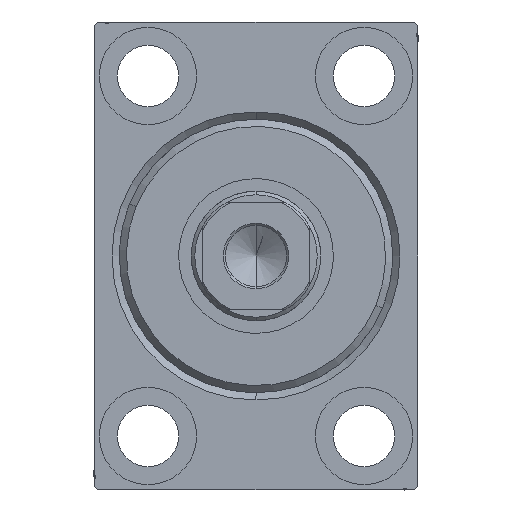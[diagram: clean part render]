
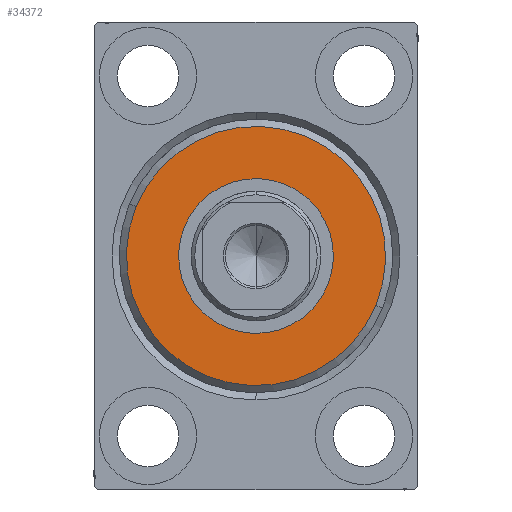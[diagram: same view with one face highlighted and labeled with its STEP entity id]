
A CAD part, left-side view. The second image highlights one B-rep face of the part: STEP entity #34372.
In plain terms, the highlighted face is planar.
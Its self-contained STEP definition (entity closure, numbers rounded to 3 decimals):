
#1309 = ORIENTED_EDGE ( 'NONE', *, *, #33967, .T. ) ;
#6686 = DIRECTION ( 'NONE',  ( -1., 0., 0. ) ) ;
#6872 = VERTEX_POINT ( 'NONE', #25664 ) ;
#7014 = AXIS2_PLACEMENT_3D ( 'NONE', #17326, #6686, #20651 ) ;
#7444 = EDGE_LOOP ( 'NONE', ( #26468, #37054 ) ) ;
#9265 = VERTEX_POINT ( 'NONE', #23689 ) ;
#9328 = CIRCLE ( 'NONE', #12869, 10.75 ) ;
#10792 = FACE_OUTER_BOUND ( 'NONE', #7444, .T. ) ;
#12869 = AXIS2_PLACEMENT_3D ( 'NONE', #17503, #29969, #43465 ) ;
#13885 = DIRECTION ( 'NONE',  ( 1., 0., 0. ) ) ;
#14020 = AXIS2_PLACEMENT_3D ( 'NONE', #14312, #13885, #34019 ) ;
#14312 = CARTESIAN_POINT ( 'NONE',  ( 3., 0., 0. ) ) ;
#14560 = DIRECTION ( 'NONE',  ( 0., 0., -1. ) ) ;
#17326 = CARTESIAN_POINT ( 'NONE',  ( 3., 0., 0. ) ) ;
#17451 = FACE_BOUND ( 'NONE', #28524, .T. ) ;
#17503 = CARTESIAN_POINT ( 'NONE',  ( 3., 0., 0. ) ) ;
#17606 = EDGE_CURVE ( 'NONE', #22330, #9265, #19675, .T. ) ;
#17917 = DIRECTION ( 'NONE',  ( 0., 0., -1. ) ) ;
#19140 = CIRCLE ( 'NONE', #41060, 18. ) ;
#19675 = CIRCLE ( 'NONE', #14020, 18. ) ;
#20110 = VERTEX_POINT ( 'NONE', #43847 ) ;
#20651 = DIRECTION ( 'NONE',  ( 0., 0., -1. ) ) ;
#22225 = EDGE_CURVE ( 'NONE', #20110, #6872, #29660, .T. ) ;
#22330 = VERTEX_POINT ( 'NONE', #29256 ) ;
#23689 = CARTESIAN_POINT ( 'NONE',  ( 3., 0., 18. ) ) ;
#24332 = CARTESIAN_POINT ( 'NONE',  ( 3., 0., 0. ) ) ;
#25018 = DIRECTION ( 'NONE',  ( 1., 0., 0. ) ) ;
#25664 = CARTESIAN_POINT ( 'NONE',  ( 3., 0., 10.75 ) ) ;
#25917 = EDGE_CURVE ( 'NONE', #9265, #22330, #19140, .T. ) ;
#26468 = ORIENTED_EDGE ( 'NONE', *, *, #25917, .T. ) ;
#28107 = CARTESIAN_POINT ( 'NONE',  ( 3., 0., 0. ) ) ;
#28524 = EDGE_LOOP ( 'NONE', ( #1309, #37310 ) ) ;
#29256 = CARTESIAN_POINT ( 'NONE',  ( 3., 0., -18. ) ) ;
#29660 = CIRCLE ( 'NONE', #7014, 10.75 ) ;
#29969 = DIRECTION ( 'NONE',  ( -1., 0., 0. ) ) ;
#33967 = EDGE_CURVE ( 'NONE', #6872, #20110, #9328, .T. ) ;
#34019 = DIRECTION ( 'NONE',  ( 0., 0., -1. ) ) ;
#34372 = ADVANCED_FACE ( 'NONE', ( #10792, #17451 ), #38460, .T. ) ;
#37054 = ORIENTED_EDGE ( 'NONE', *, *, #17606, .T. ) ;
#37310 = ORIENTED_EDGE ( 'NONE', *, *, #22225, .T. ) ;
#37806 = DIRECTION ( 'NONE',  ( 1., 0., 0. ) ) ;
#38460 = PLANE ( 'NONE',  #43265 ) ;
#41060 = AXIS2_PLACEMENT_3D ( 'NONE', #28107, #25018, #17917 ) ;
#43265 = AXIS2_PLACEMENT_3D ( 'NONE', #24332, #37806, #14560 ) ;
#43465 = DIRECTION ( 'NONE',  ( 0., 0., -1. ) ) ;
#43847 = CARTESIAN_POINT ( 'NONE',  ( 3., 0., -10.75 ) ) ;
